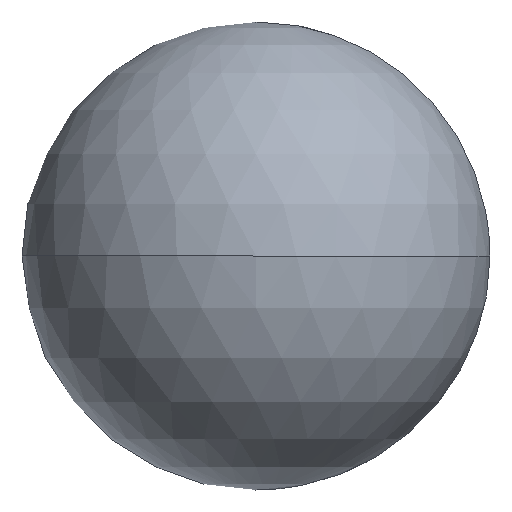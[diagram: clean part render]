
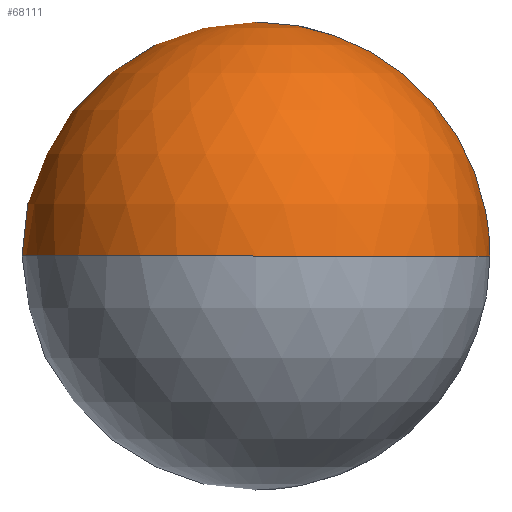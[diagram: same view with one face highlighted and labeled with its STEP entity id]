
A CAD part, front view. The second image highlights one B-rep face of the part: STEP entity #68111.
In plain terms, the highlighted spherical face has radius 90 mm.
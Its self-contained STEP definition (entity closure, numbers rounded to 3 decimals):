
#5464 = EDGE_CURVE ( 'NONE', #52023, #52366, #9591, .T. ) ;
#5605 = EDGE_CURVE ( 'NONE', #52023, #52401, #9730, .T. ) ;
#9591 = CIRCLE ( 'NONE', #49754, 90. ) ;
#9730 = CIRCLE ( 'NONE', #49773, 90. ) ;
#12784 = AXIS2_PLACEMENT_3D ( 'NONE', #14589, #14591, #14592 ) ;
#13124 = AXIS2_PLACEMENT_3D ( 'NONE', #35571, #35563, #35573 ) ;
#13678 = CIRCLE ( 'NONE', #12784, 47.25 ) ;
#14589 = CARTESIAN_POINT ( 'NONE',  ( 0., 76.599, 0. ) ) ;
#14591 = DIRECTION ( 'NONE',  ( 0., 1., 0. ) ) ;
#14592 = DIRECTION ( 'NONE',  ( -1., 0., 0. ) ) ;
#19940 = ORIENTED_EDGE ( 'NONE', *, *, #28763, .F. ) ;
#19980 = ORIENTED_EDGE ( 'NONE', *, *, #5464, .F. ) ;
#20025 = ORIENTED_EDGE ( 'NONE', *, *, #5605, .T. ) ;
#22814 = FACE_OUTER_BOUND ( 'NONE', #40611, .T. ) ;
#22821 = SPHERICAL_SURFACE ( 'NONE', #13124, 90. ) ;
#28763 = EDGE_CURVE ( 'NONE', #52366, #52401, #13678, .T. ) ;
#30916 = CARTESIAN_POINT ( 'NONE',  ( 0., -90., 0. ) ) ;
#31099 = CARTESIAN_POINT ( 'NONE',  ( -47.25, 76.599, 0. ) ) ;
#31116 = CARTESIAN_POINT ( 'NONE',  ( 47.25, 76.599, 0. ) ) ;
#35563 = DIRECTION ( 'NONE',  ( 0., 0., -1. ) ) ;
#35571 = CARTESIAN_POINT ( 'NONE',  ( 0., 0., 0. ) ) ;
#35573 = DIRECTION ( 'NONE',  ( 1., 0., 0. ) ) ;
#40611 = EDGE_LOOP ( 'NONE', ( #19980, #20025, #19940 ) ) ;
#45951 = DIRECTION ( 'NONE',  ( 1., 0., 0. ) ) ;
#45973 = DIRECTION ( 'NONE',  ( 0., 0., 1. ) ) ;
#46098 = CARTESIAN_POINT ( 'NONE',  ( 0., 0., 0. ) ) ;
#49754 = AXIS2_PLACEMENT_3D ( 'NONE', #58602, #58656, #58625 ) ;
#49773 = AXIS2_PLACEMENT_3D ( 'NONE', #46098, #45973, #45951 ) ;
#52023 = VERTEX_POINT ( 'NONE', #30916 ) ;
#52366 = VERTEX_POINT ( 'NONE', #31099 ) ;
#52401 = VERTEX_POINT ( 'NONE', #31116 ) ;
#58602 = CARTESIAN_POINT ( 'NONE',  ( 0., 0., 0. ) ) ;
#58625 = DIRECTION ( 'NONE',  ( -1., 0., 0. ) ) ;
#58656 = DIRECTION ( 'NONE',  ( 0., 0., -1. ) ) ;
#68111 = ADVANCED_FACE ( 'NONE', ( #22814 ), #22821, .T. ) ;
